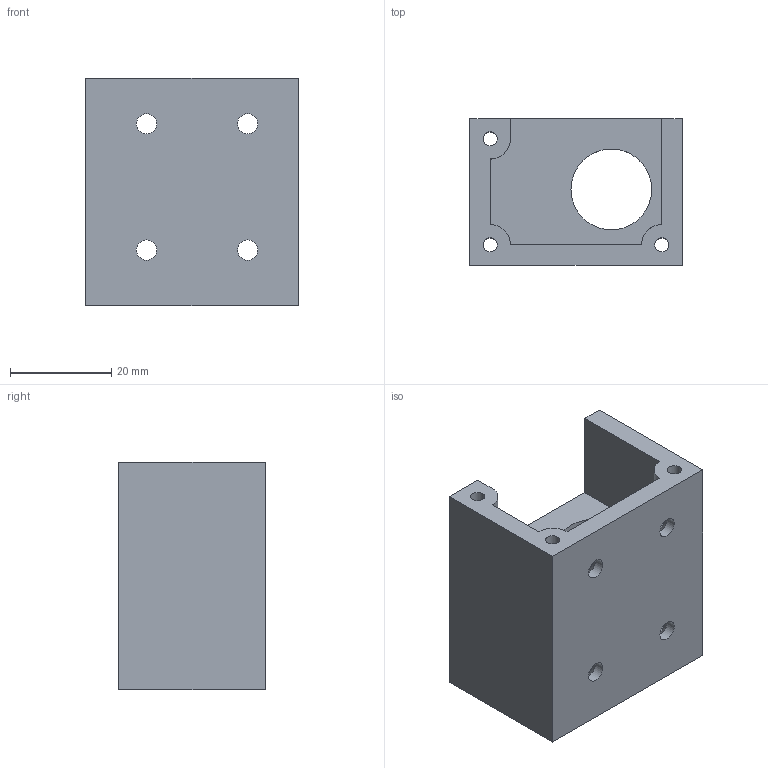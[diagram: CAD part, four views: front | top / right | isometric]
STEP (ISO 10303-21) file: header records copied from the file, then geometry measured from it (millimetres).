
FILE_DESCRIPTION(('FreeCAD Model'),'2;1');
FILE_NAME('Open CASCADE Shape Model','2024-01-18T19:35:46',('Author'),( ''),'Open CASCADE STEP processor 7.6','FreeCAD','Unknown');
FILE_SCHEMA(('AUTOMOTIVE_DESIGN { 1 0 10303 214 1 1 1 1 }'));
Length unit declared in the file: millimetre
Products named in the file (1): Chamfer (Mirror #1)
Bounding box: 42 x 29 x 45 mm (x, y, z)
Volume: 20741.9 mm3; surface area: 12027.8 mm2
Topology: 1 solids, 1 shells, 42 faces, 113 edges, 73 vertices
Faces by surface type: plane 20, cylinder 18, cone 4
Full cylindrical faces by diameter (mm): 2.8 x3, 4 x4, 8 x4, 16 x1
Entity records: 1546 total; most frequent: CARTESIAN_POINT 400, DIRECTION 238, ORIENTED_EDGE 226, EDGE_CURVE 113, AXIS2_PLACEMENT_3D 85, VERTEX_POINT 73, LINE 68, VECTOR 68
